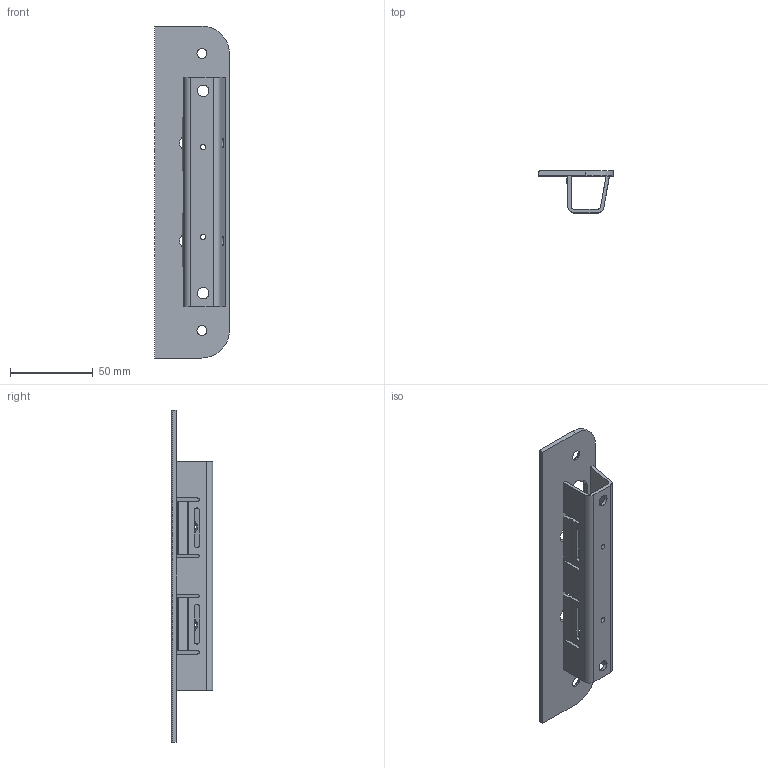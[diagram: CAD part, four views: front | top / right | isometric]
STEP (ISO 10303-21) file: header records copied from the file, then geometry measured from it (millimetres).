
FILE_DESCRIPTION (( 'STEP AP214' ), '1' );
FILE_NAME ('Slutbleck 6205.STEP', '2015-11-09T10:03:12', ( '' ), ( '' ), 'SwSTEP 2.0', 'SolidWorks 2014', '' );
FILE_SCHEMA (( 'AUTOMOTIVE_DESIGN' ));
Length unit declared in the file: millimetre
Products named in the file (1): Slutbleck 6205
Bounding box: 45 x 25.15 x 200 mm (x, y, z)
Volume: 35376.5 mm3; surface area: 32564.4 mm2
Topology: 2 solids, 2 shells, 153 faces, 394 edges, 245 vertices
Faces by surface type: cylinder 72, plane 52, torus 21, cone 8
Entity records: 4761 total; most frequent: DIRECTION 888, CARTESIAN_POINT 793, ORIENTED_EDGE 788, EDGE_CURVE 394, AXIS2_PLACEMENT_3D 340, VERTEX_POINT 245, VECTOR 208, LINE 208
